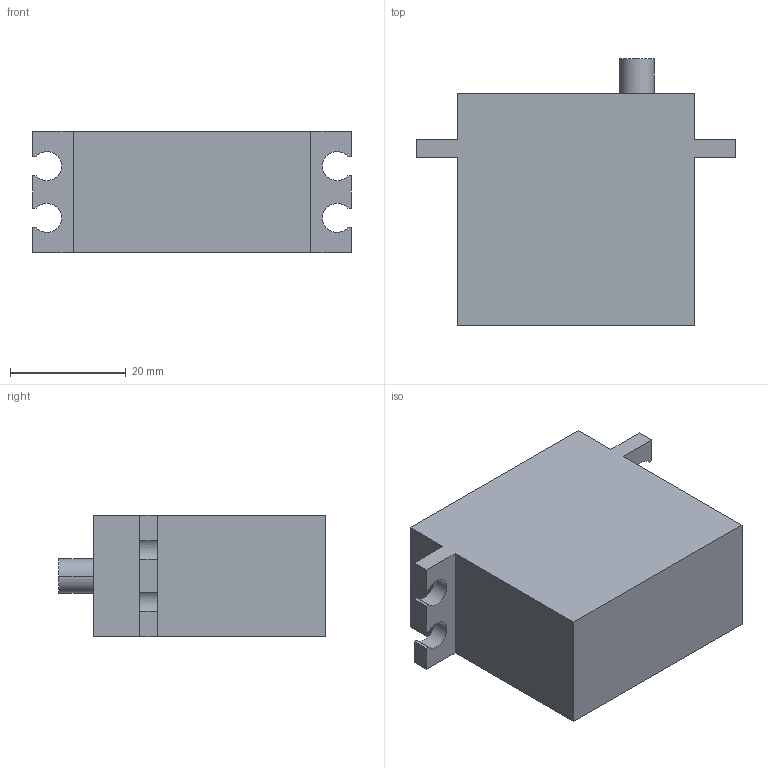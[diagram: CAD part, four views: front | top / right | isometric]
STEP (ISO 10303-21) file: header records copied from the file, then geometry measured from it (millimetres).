
FILE_DESCRIPTION((''),'2;1');
FILE_NAME('SERVO_V4','2025-04-10T19:48:43',('quimg'),(''),'CREO PARAMETRIC BY PTC INC, 2024063','CREO PARAMETRIC BY PTC INC, 2024063','');
FILE_SCHEMA(('CONFIG_CONTROL_DESIGN'));
Length unit declared in the file: millimetre
Products named in the file (1): SERVO_V4
Bounding box: 55 x 46 x 21 mm (x, y, z)
Volume: 35248.5 mm3; surface area: 7426.2 mm2
Topology: 1 solids, 1 shells, 33 faces, 90 edges, 60 vertices
Faces by surface type: plane 27, cylinder 6
Entity records: 1074 total; most frequent: CARTESIAN_POINT 183, ORIENTED_EDGE 180, DIRECTION 168, EDGE_CURVE 90, VECTOR 78, LINE 78, VERTEX_POINT 60, AXIS2_PLACEMENT_3D 45
